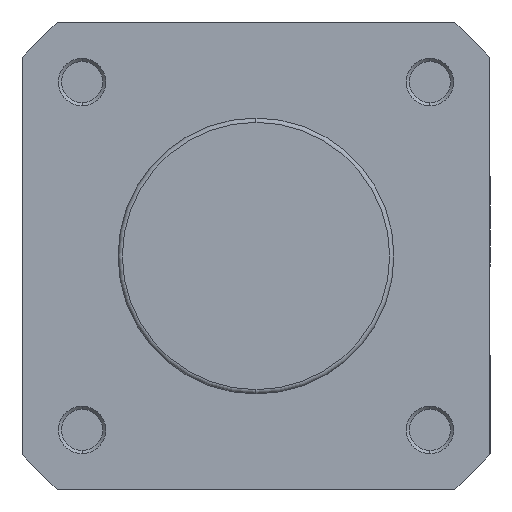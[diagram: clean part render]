
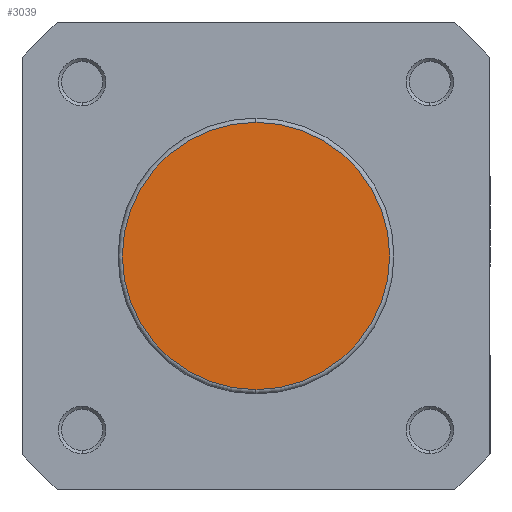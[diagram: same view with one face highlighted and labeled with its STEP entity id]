
A CAD part, left-side view. The second image highlights one B-rep face of the part: STEP entity #3039.
In plain terms, the highlighted planar face has unit normal (-1, 0, 0).
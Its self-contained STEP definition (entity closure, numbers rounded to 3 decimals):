
#99 = FACE_OUTER_BOUND ( 'NONE', #1901, .T. ) ;
#520 = CIRCLE ( 'NONE', #5778, 21.7 ) ;
#835 = CIRCLE ( 'NONE', #5863, 21.7 ) ;
#1242 = DIRECTION ( 'NONE',  ( 0., 0., -1. ) ) ;
#1243 = DIRECTION ( 'NONE',  ( 1., 0., 0. ) ) ;
#1248 = PLANE ( 'NONE',  #5420 ) ;
#1249 = CARTESIAN_POINT ( 'NONE',  ( 0., 22.4, 0. ) ) ;
#1901 = EDGE_LOOP ( 'NONE', ( #3396, #3395 ) ) ;
#2238 = CARTESIAN_POINT ( 'NONE',  ( 0., 0., 21.7 ) ) ;
#2239 = CARTESIAN_POINT ( 'NONE',  ( 0., 0., -21.7 ) ) ;
#2371 = VERTEX_POINT ( 'NONE', #2239 ) ;
#2372 = VERTEX_POINT ( 'NONE', #2238 ) ;
#3039 = ADVANCED_FACE ( 'NONE', ( #99 ), #1248, .F. ) ;
#3395 = ORIENTED_EDGE ( 'NONE', *, *, #6004, .T. ) ;
#3396 = ORIENTED_EDGE ( 'NONE', *, *, #6224, .T. ) ;
#4888 = CARTESIAN_POINT ( 'NONE',  ( 0., 0., 0. ) ) ;
#4890 = DIRECTION ( 'NONE',  ( -1., 0., 0. ) ) ;
#4891 = DIRECTION ( 'NONE',  ( 0., 0., -1. ) ) ;
#5420 = AXIS2_PLACEMENT_3D ( 'NONE', #1249, #1243, #1242 ) ;
#5434 = CARTESIAN_POINT ( 'NONE',  ( 0., 0., 0. ) ) ;
#5449 = DIRECTION ( 'NONE',  ( -1., 0., 0. ) ) ;
#5451 = DIRECTION ( 'NONE',  ( 0., 0., -1. ) ) ;
#5778 = AXIS2_PLACEMENT_3D ( 'NONE', #4888, #4890, #4891 ) ;
#5863 = AXIS2_PLACEMENT_3D ( 'NONE', #5434, #5449, #5451 ) ;
#6004 = EDGE_CURVE ( 'NONE', #2372, #2371, #520, .T. ) ;
#6224 = EDGE_CURVE ( 'NONE', #2371, #2372, #835, .T. ) ;
